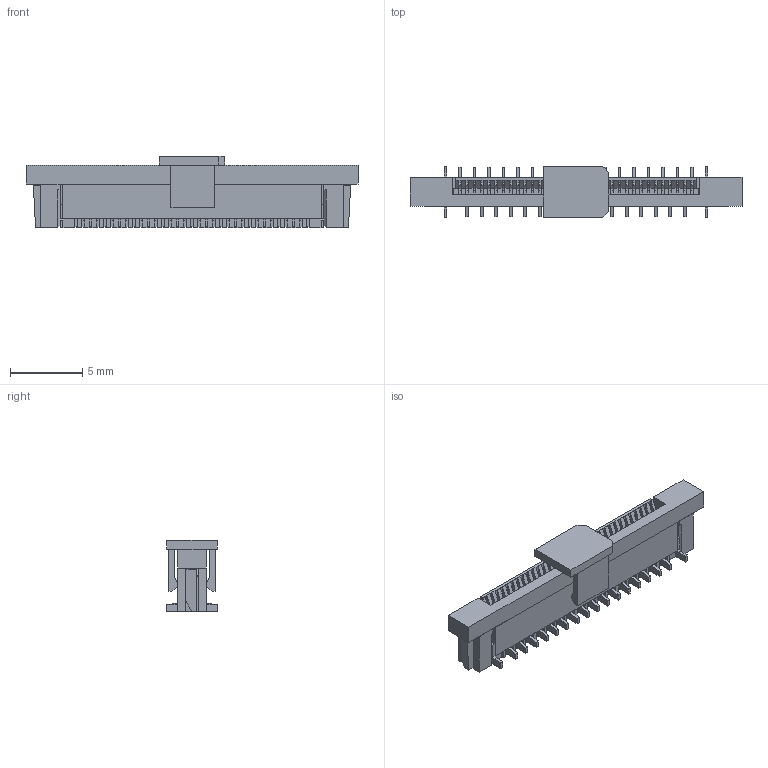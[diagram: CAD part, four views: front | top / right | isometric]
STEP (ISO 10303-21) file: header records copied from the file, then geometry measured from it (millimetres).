
FILE_DESCRIPTION(/* description */ ('Unknown'),/* implementation_level */ '2;1');
FILE_NAME(/* name */ '687333124422',/* time_stamp */ '2019-02-06T10:39:16+01:00',/* author */ ('Unknown'),/* organization */ ('Unknown'),/* preprocessor_version */ 'ST-DEVELOPER v16.7',/* originating_system */ 'DEX',/* authorisation */ $);
FILE_SCHEMA (('AUTOMOTIVE_DESIGN {1 0 10303 214 3 1 1}'));
Length unit declared in the file: millimetre
Products named in the file (7): 6873xx124422; 687333124422; 6873xx124422_PIN_COTE; 6873xx124422_PIN_B; 6873xx124422_PIN_A; 6873xx124422_Pick and Place; 687333124422_CAP
Assembly tree (38 placements, depth 2):
  6873xx124422
    687333124422
    6873xx124422_PIN_COTE  x2
    6873xx124422_PIN_B  x17
    6873xx124422_PIN_A  x16
    6873xx124422_Pick and Place
    687333124422_CAP
Bounding box: 22.9 x 3.5 x 4.9 mm (x, y, z)
Volume: 152.3 mm3; surface area: 1144.2 mm2
Topology: 38 solids, 38 shells, 1725 faces, 5116 edges, 3340 vertices
Faces by surface type: plane 1416, cylinder 309
Entity records: 24701 total; most frequent: ORIENTED_EDGE 4484, CARTESIAN_POINT 4420, DIRECTION 3778, EDGE_CURVE 2242, LINE 2182, VECTOR 2182, VERTEX_POINT 1424, AXIS2_PLACEMENT_3D 798
